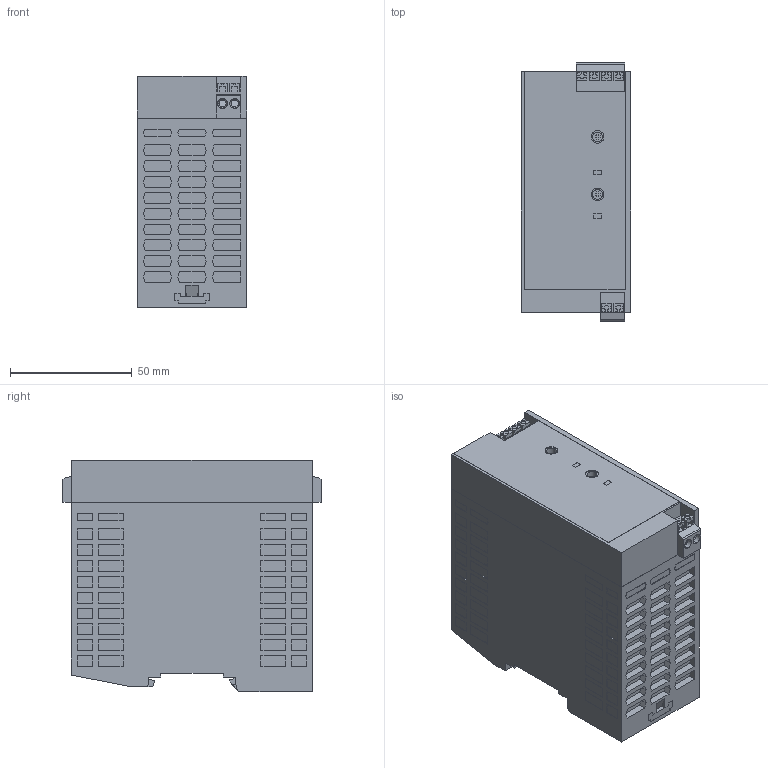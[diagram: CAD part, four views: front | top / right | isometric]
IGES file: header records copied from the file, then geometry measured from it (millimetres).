
Start section: Elysium IGES Interface
Global section: file name: 103Hmodel.igs; native system: Creo Elements/Direct 3D Access 18.1I  14-Aug-2016; preprocessor: Creo Element/Direct IGES_3D V2.2; author: Unknown; organization: Unknown; date: 20180619.152525; units: millimetre
Bounding box: 45 x 106 x 95.01 mm (x, y, z)
Volume: 396128.7 mm3; surface area: 42701.3 mm2
Topology: 1 solids, 1 shells, 1033 faces, 2624 edges, 1730 vertices
Faces by surface type: bspline 1033
